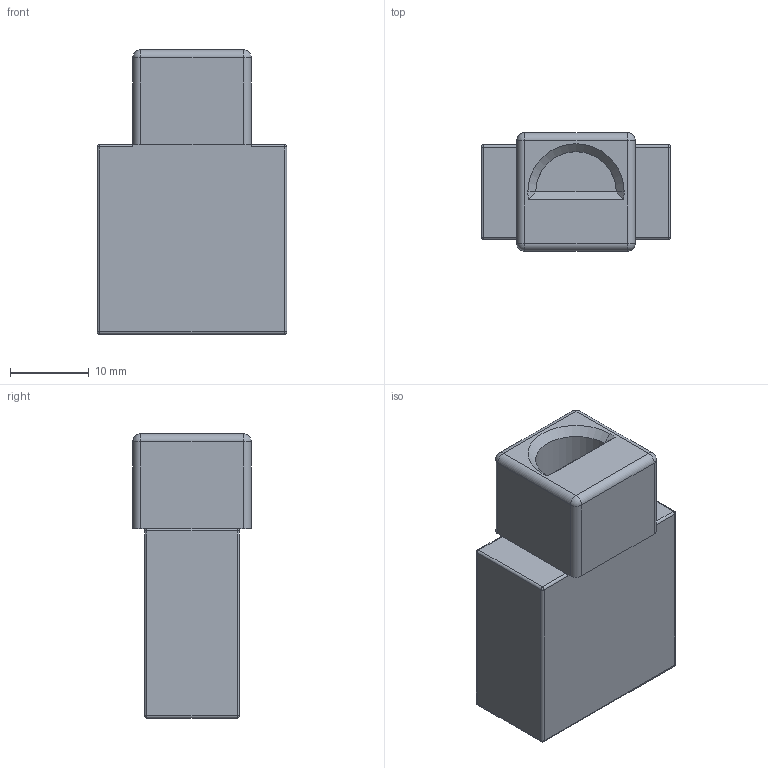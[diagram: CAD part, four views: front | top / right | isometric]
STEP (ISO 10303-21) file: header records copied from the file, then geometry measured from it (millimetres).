
FILE_DESCRIPTION (( 'STEP AP203' ), '1' );
FILE_NAME ('VPhantom.STEP', '2018-03-15T07:43:43', ( '' ), ( '' ), 'SwSTEP 2.0', 'SolidWorks 2016', '' );
FILE_SCHEMA (( 'CONFIG_CONTROL_DESIGN' ));
Length unit declared in the file: millimetre
Products named in the file (1): VPhantom
Bounding box: 24 x 15 x 36 mm (x, y, z)
Volume: 8407.2 mm3; surface area: 3875.6 mm2
Topology: 1 solids, 1 shells, 72 faces, 165 edges, 86 vertices
Faces by surface type: cylinder 31, plane 19, sphere 12, cone 10
Entity records: 2031 total; most frequent: CARTESIAN_POINT 370, DIRECTION 363, ORIENTED_EDGE 306, EDGE_CURVE 153, AXIS2_PLACEMENT_3D 142, VERTEX_POINT 86, VECTOR 79, LINE 79
